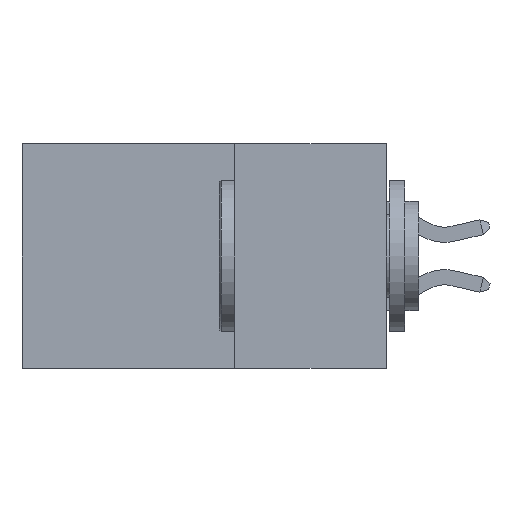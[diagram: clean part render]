
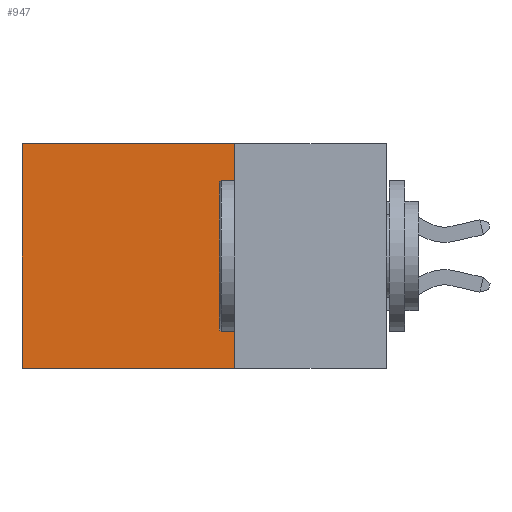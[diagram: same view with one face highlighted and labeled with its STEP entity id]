
A CAD part, left-side view. The second image highlights one B-rep face of the part: STEP entity #947.
In plain terms, the highlighted planar face has unit normal (-1, 0, 0).
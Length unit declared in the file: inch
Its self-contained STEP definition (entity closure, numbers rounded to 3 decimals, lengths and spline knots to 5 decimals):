
#176 = LINE ( 'NONE', #11533, #10481 ) ;
#509 = CARTESIAN_POINT ( 'NONE',  ( 0.2615, 0.25, -0.37 ) ) ;
#766 = CARTESIAN_POINT ( 'NONE',  ( 0.2615, 0.25, -0.37 ) ) ;
#947 = ADVANCED_FACE ( 'NONE', ( #2871 ), #3174, .F. ) ;
#952 = VERTEX_POINT ( 'NONE', #766 ) ;
#1813 = LINE ( 'NONE', #13360, #12820 ) ;
#1888 = EDGE_CURVE ( 'NONE', #952, #12830, #3680, .T. ) ;
#2140 = CARTESIAN_POINT ( 'NONE',  ( 0.2615, 0.25, 0. ) ) ;
#2787 = VERTEX_POINT ( 'NONE', #2140 ) ;
#2871 = FACE_OUTER_BOUND ( 'NONE', #13553, .T. ) ;
#3174 = PLANE ( 'NONE',  #11215 ) ;
#3680 = LINE ( 'NONE', #12324, #13831 ) ;
#4801 = DIRECTION ( 'NONE',  ( 0., 0., -1. ) ) ;
#4961 = DIRECTION ( 'NONE',  ( 1., 0., 0. ) ) ;
#4974 = DIRECTION ( 'NONE',  ( 0., 1., 0. ) ) ;
#7384 = ORIENTED_EDGE ( 'NONE', *, *, #1888, .F. ) ;
#7425 = LINE ( 'NONE', #8051, #14024 ) ;
#7839 = EDGE_CURVE ( 'NONE', #12559, #12830, #1813, .T. ) ;
#8051 = CARTESIAN_POINT ( 'NONE',  ( 0.2615, 0.25, -0.37 ) ) ;
#8132 = DIRECTION ( 'NONE',  ( 0., 0., -1. ) ) ;
#8591 = EDGE_CURVE ( 'NONE', #2787, #952, #7425, .T. ) ;
#9408 = ORIENTED_EDGE ( 'NONE', *, *, #7839, .T. ) ;
#9808 = ORIENTED_EDGE ( 'NONE', *, *, #10461, .T. ) ;
#9993 = ORIENTED_EDGE ( 'NONE', *, *, #8591, .F. ) ;
#10461 = EDGE_CURVE ( 'NONE', #2787, #12559, #176, .T. ) ;
#10481 = VECTOR ( 'NONE', #4974, 39.37008 ) ;
#11215 = AXIS2_PLACEMENT_3D ( 'NONE', #509, #4961, #4801 ) ;
#11533 = CARTESIAN_POINT ( 'NONE',  ( 0.2615, 0.25, 0. ) ) ;
#12040 = CARTESIAN_POINT ( 'NONE',  ( 0.2615, 0.6, -0.37 ) ) ;
#12324 = CARTESIAN_POINT ( 'NONE',  ( 0.2615, 0.25, -0.37 ) ) ;
#12559 = VERTEX_POINT ( 'NONE', #15463 ) ;
#12820 = VECTOR ( 'NONE', #13356, 39.37008 ) ;
#12830 = VERTEX_POINT ( 'NONE', #12040 ) ;
#13356 = DIRECTION ( 'NONE',  ( 0., 0., -1. ) ) ;
#13360 = CARTESIAN_POINT ( 'NONE',  ( 0.2615, 0.6, -0.37 ) ) ;
#13553 = EDGE_LOOP ( 'NONE', ( #9408, #7384, #9993, #9808 ) ) ;
#13806 = DIRECTION ( 'NONE',  ( 0., 1., 0. ) ) ;
#13831 = VECTOR ( 'NONE', #13806, 39.37008 ) ;
#14024 = VECTOR ( 'NONE', #8132, 39.37008 ) ;
#15463 = CARTESIAN_POINT ( 'NONE',  ( 0.2615, 0.6, 0. ) ) ;
